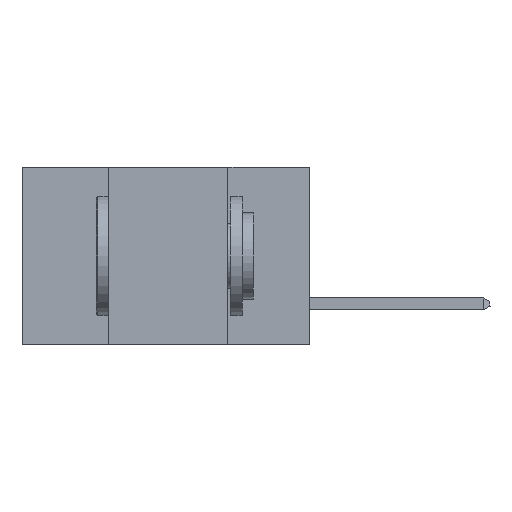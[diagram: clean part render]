
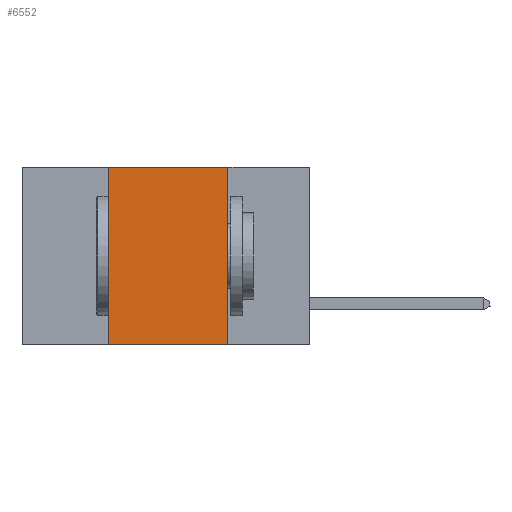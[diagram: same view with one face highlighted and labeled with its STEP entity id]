
A CAD part, left-side view. The second image highlights one B-rep face of the part: STEP entity #6552.
In plain terms, the highlighted planar face has unit normal (-1, 0, 0).
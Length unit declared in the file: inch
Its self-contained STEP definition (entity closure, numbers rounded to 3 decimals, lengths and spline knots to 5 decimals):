
#3895 = CARTESIAN_POINT ( 'NONE',  ( 0., 0.17, 0. ) ) ;
#6517 = CARTESIAN_POINT ( 'NONE',  ( 0., 0.6, 0. ) ) ;
#6552 = ADVANCED_FACE ( 'NONE', ( #9672 ), #9085, .F. ) ;
#6628 = CARTESIAN_POINT ( 'NONE',  ( 0., 0.42, -0.37 ) ) ;
#6813 = CARTESIAN_POINT ( 'NONE',  ( 0., 0.17, 0. ) ) ;
#8479 = VERTEX_POINT ( 'NONE', #6628 ) ;
#9085 = PLANE ( 'NONE',  #33081 ) ;
#9089 = VECTOR ( 'NONE', #20348, 39.37008 ) ;
#9672 = FACE_OUTER_BOUND ( 'NONE', #32825, .T. ) ;
#10324 = DIRECTION ( 'NONE',  ( 0., -1., 0. ) ) ;
#11131 = EDGE_CURVE ( 'NONE', #11553, #35496, #16932, .T. ) ;
#11513 = ORIENTED_EDGE ( 'NONE', *, *, #18302, .F. ) ;
#11553 = VERTEX_POINT ( 'NONE', #3895 ) ;
#12136 = DIRECTION ( 'NONE',  ( 0., 0., -1. ) ) ;
#12354 = VECTOR ( 'NONE', #31202, 39.37008 ) ;
#13725 = LINE ( 'NONE', #6517, #9089 ) ;
#14782 = CARTESIAN_POINT ( 'NONE',  ( 0., 0.42, 0. ) ) ;
#16932 = LINE ( 'NONE', #6813, #29382 ) ;
#18302 = EDGE_CURVE ( 'NONE', #32349, #11553, #13725, .T. ) ;
#18374 = CARTESIAN_POINT ( 'NONE',  ( 0., 0.42, 0. ) ) ;
#19045 = DIRECTION ( 'NONE',  ( 1., 0., 0. ) ) ;
#20348 = DIRECTION ( 'NONE',  ( 0., -1., 0. ) ) ;
#20499 = DIRECTION ( 'NONE',  ( 0., 0., -1. ) ) ;
#21154 = LINE ( 'NONE', #14782, #12354 ) ;
#22129 = VECTOR ( 'NONE', #10324, 39.37008 ) ;
#22775 = ORIENTED_EDGE ( 'NONE', *, *, #11131, .F. ) ;
#24040 = ORIENTED_EDGE ( 'NONE', *, *, #38397, .T. ) ;
#29382 = VECTOR ( 'NONE', #20499, 39.37008 ) ;
#30501 = LINE ( 'NONE', #37129, #22129 ) ;
#31202 = DIRECTION ( 'NONE',  ( 0., 0., 1. ) ) ;
#32349 = VERTEX_POINT ( 'NONE', #18374 ) ;
#32825 = EDGE_LOOP ( 'NONE', ( #22775, #11513, #36461, #24040 ) ) ;
#33081 = AXIS2_PLACEMENT_3D ( 'NONE', #41835, #19045, #12136 ) ;
#34637 = EDGE_CURVE ( 'NONE', #8479, #32349, #21154, .T. ) ;
#35496 = VERTEX_POINT ( 'NONE', #42169 ) ;
#36461 = ORIENTED_EDGE ( 'NONE', *, *, #34637, .F. ) ;
#37129 = CARTESIAN_POINT ( 'NONE',  ( 0., 0.6, -0.37 ) ) ;
#38397 = EDGE_CURVE ( 'NONE', #8479, #35496, #30501, .T. ) ;
#41835 = CARTESIAN_POINT ( 'NONE',  ( 0., 0.6, 0. ) ) ;
#42169 = CARTESIAN_POINT ( 'NONE',  ( 0., 0.17, -0.37 ) ) ;
